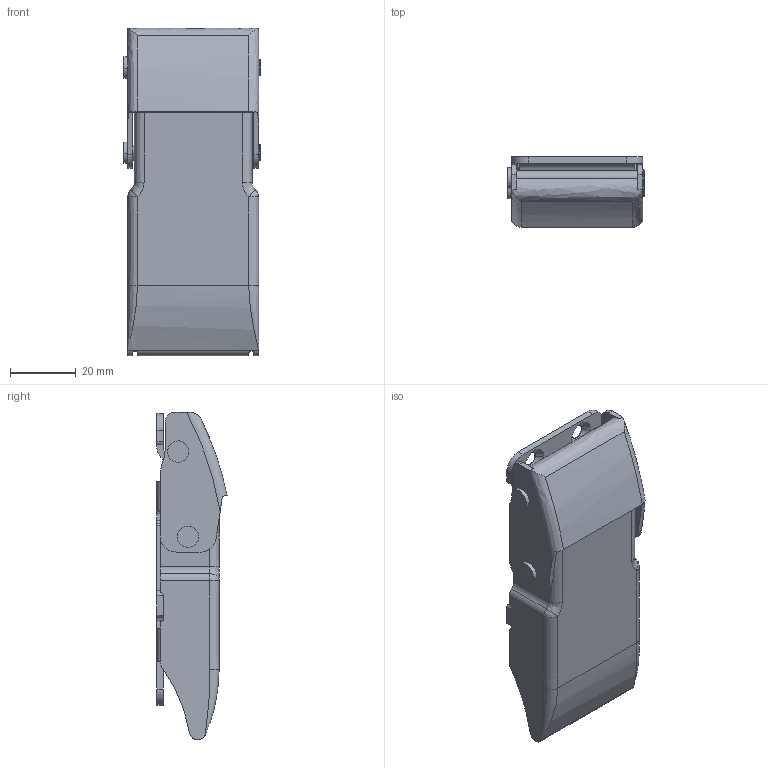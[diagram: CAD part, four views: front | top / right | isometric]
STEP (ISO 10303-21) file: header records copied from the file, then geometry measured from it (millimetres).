
FILE_DESCRIPTION((''),'2;1');
FILE_NAME('','2006-10-06T18:24:12',(''),(''),'','CADfix','');
FILE_SCHEMA(('AUTOMOTIVE_DESIGN'));
Length unit declared in the file: millimetre
Products named in the file (7): shaft_B; shaft_A; lever; keeper; base; arm; TL_346_13144_36
Assembly tree (7 placements, depth 2):
  TL_346_13144_36
    shaft_B  x2
    shaft_A
    lever
    keeper
    base
    arm
Bounding box: 41.7 x 21.47 x 100 mm (x, y, z)
Volume: 20210.1 mm3; surface area: 26271 mm2
Topology: 7 solids, 7 shells, 243 faces, 753 edges, 526 vertices
Faces by surface type: bspline 243
Entity records: 8708 total; most frequent: CARTESIAN_POINT 4641, ORIENTED_EDGE 1426, EDGE_CURVE 713, VERTEX_POINT 496, QUASI_UNIFORM_CURVE 353, EDGE_LOOP 261, FACE_OUTER_BOUND 231, ADVANCED_FACE 231
